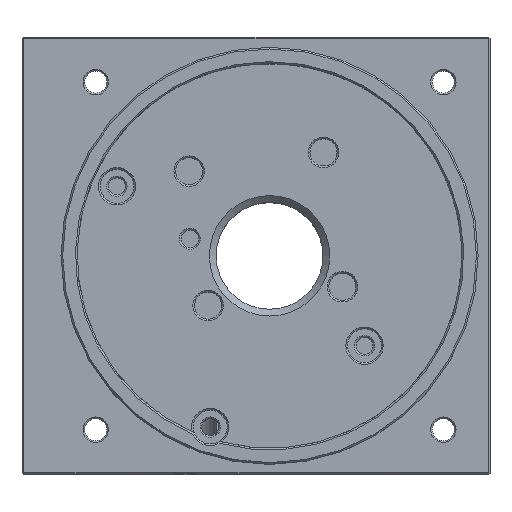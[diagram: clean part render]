
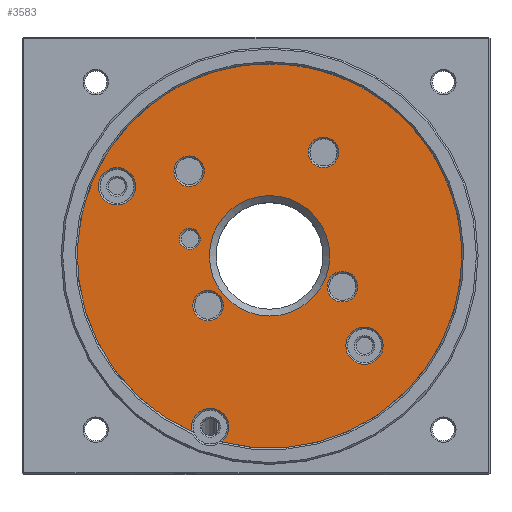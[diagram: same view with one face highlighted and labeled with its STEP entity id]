
A CAD part, top view. The second image highlights one B-rep face of the part: STEP entity #3583.
In plain terms, the highlighted planar face has unit normal (0, 0, 1).
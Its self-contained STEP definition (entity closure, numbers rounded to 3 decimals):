
#31=PLANE('',#3844);
#173=CIRCLE('',#3761,56.75);
#236=CIRCLE('',#3845,3.1);
#237=CIRCLE('',#3846,5.5);
#238=CIRCLE('',#3847,5.5);
#239=CIRCLE('',#3848,4.5);
#240=CIRCLE('',#3849,4.5);
#241=CIRCLE('',#3850,4.5);
#242=CIRCLE('',#3851,4.5);
#243=CIRCLE('',#3852,5.5);
#244=CIRCLE('',#3853,17.75);
#466=ORIENTED_EDGE('',*,*,#958,.T.);
#467=ORIENTED_EDGE('',*,*,#959,.T.);
#468=ORIENTED_EDGE('',*,*,#960,.T.);
#469=ORIENTED_EDGE('',*,*,#961,.T.);
#470=ORIENTED_EDGE('',*,*,#962,.T.);
#471=ORIENTED_EDGE('',*,*,#963,.T.);
#472=ORIENTED_EDGE('',*,*,#964,.T.);
#473=ORIENTED_EDGE('',*,*,#849,.F.);
#474=ORIENTED_EDGE('',*,*,#965,.T.);
#475=ORIENTED_EDGE('',*,*,#966,.T.);
#849=EDGE_CURVE('',#1099,#1100,#173,.T.);
#958=EDGE_CURVE('',#1204,#1204,#236,.T.);
#959=EDGE_CURVE('',#1205,#1205,#237,.T.);
#960=EDGE_CURVE('',#1206,#1206,#238,.T.);
#961=EDGE_CURVE('',#1207,#1207,#239,.T.);
#962=EDGE_CURVE('',#1208,#1208,#240,.T.);
#963=EDGE_CURVE('',#1209,#1209,#241,.T.);
#964=EDGE_CURVE('',#1210,#1210,#242,.T.);
#965=EDGE_CURVE('',#1099,#1100,#243,.T.);
#966=EDGE_CURVE('',#1211,#1211,#244,.T.);
#1099=VERTEX_POINT('',#4936);
#1100=VERTEX_POINT('',#4938);
#1204=VERTEX_POINT('',#5305);
#1205=VERTEX_POINT('',#5307);
#1206=VERTEX_POINT('',#5309);
#1207=VERTEX_POINT('',#5311);
#1208=VERTEX_POINT('',#5313);
#1209=VERTEX_POINT('',#5315);
#1210=VERTEX_POINT('',#5317);
#1211=VERTEX_POINT('',#5320);
#1503=EDGE_LOOP('',(#466));
#1504=EDGE_LOOP('',(#467));
#1505=EDGE_LOOP('',(#468));
#1506=EDGE_LOOP('',(#469));
#1507=EDGE_LOOP('',(#470));
#1508=EDGE_LOOP('',(#471));
#1509=EDGE_LOOP('',(#472));
#1510=EDGE_LOOP('',(#473,#474));
#1511=EDGE_LOOP('',(#475));
#1870=FACE_BOUND('',#1503,.T.);
#1871=FACE_BOUND('',#1504,.T.);
#1872=FACE_BOUND('',#1505,.T.);
#1873=FACE_BOUND('',#1506,.T.);
#1874=FACE_BOUND('',#1507,.T.);
#1875=FACE_BOUND('',#1508,.T.);
#1876=FACE_BOUND('',#1509,.T.);
#1877=FACE_BOUND('',#1510,.T.);
#1878=FACE_BOUND('',#1511,.T.);
#3583=ADVANCED_FACE('',(#1870,#1871,#1872,#1873,#1874,#1875,#1876,#1877,
#1878),#31,.F.);
#3761=AXIS2_PLACEMENT_3D('',#4937,#4134,#4135);
#3844=AXIS2_PLACEMENT_3D('',#5303,#4335,#4336);
#3845=AXIS2_PLACEMENT_3D('',#5304,#4337,#4338);
#3846=AXIS2_PLACEMENT_3D('',#5306,#4339,#4340);
#3847=AXIS2_PLACEMENT_3D('',#5308,#4341,#4342);
#3848=AXIS2_PLACEMENT_3D('',#5310,#4343,#4344);
#3849=AXIS2_PLACEMENT_3D('',#5312,#4345,#4346);
#3850=AXIS2_PLACEMENT_3D('',#5314,#4347,#4348);
#3851=AXIS2_PLACEMENT_3D('',#5316,#4349,#4350);
#3852=AXIS2_PLACEMENT_3D('',#5318,#4351,#4352);
#3853=AXIS2_PLACEMENT_3D('',#5319,#4353,#4354);
#4134=DIRECTION('',(0.,0.,-1.));
#4135=DIRECTION('',(0.,-1.,0.));
#4335=DIRECTION('',(0.,0.,-1.));
#4336=DIRECTION('',(-1.,0.,0.));
#4337=DIRECTION('',(0.,0.,-1.));
#4338=DIRECTION('',(-1.,0.,0.));
#4339=DIRECTION('',(0.,0.,-1.));
#4340=DIRECTION('',(-1.,0.,0.));
#4341=DIRECTION('',(0.,0.,-1.));
#4342=DIRECTION('',(-1.,0.,0.));
#4343=DIRECTION('',(0.,0.,-1.));
#4344=DIRECTION('',(-1.,0.,0.));
#4345=DIRECTION('',(0.,0.,-1.));
#4346=DIRECTION('',(-1.,0.,0.));
#4347=DIRECTION('',(0.,0.,-1.));
#4348=DIRECTION('',(-1.,0.,0.));
#4349=DIRECTION('',(0.,0.,-1.));
#4350=DIRECTION('',(-1.,0.,0.));
#4351=DIRECTION('',(0.,0.,-1.));
#4352=DIRECTION('',(-1.,0.,0.));
#4353=DIRECTION('',(0.,0.,-1.));
#4354=DIRECTION('',(-1.,0.,0.));
#4936=CARTESIAN_POINT('',(-18.8,-51.968,9.));
#4937=CARTESIAN_POINT('',(4.,0.,9.));
#4938=CARTESIAN_POINT('',(-10.245,-54.933,9.));
#5303=CARTESIAN_POINT('',(4.,0.,9.));
#5304=CARTESIAN_POINT('',(-19.5,5.,9.));
#5305=CARTESIAN_POINT('',(-22.6,5.,9.));
#5306=CARTESIAN_POINT('',(-41.,20.5,9.));
#5307=CARTESIAN_POINT('',(-46.5,20.5,9.));
#5308=CARTESIAN_POINT('',(32.,-26.5,9.));
#5309=CARTESIAN_POINT('',(26.5,-26.5,9.));
#5310=CARTESIAN_POINT('',(25.475,-9.1,9.));
#5311=CARTESIAN_POINT('',(20.975,-9.1,9.));
#5312=CARTESIAN_POINT('',(-14.135,-14.667,9.));
#5313=CARTESIAN_POINT('',(-18.635,-14.667,9.));
#5314=CARTESIAN_POINT('',(19.909,30.511,9.));
#5315=CARTESIAN_POINT('',(15.409,30.511,9.));
#5316=CARTESIAN_POINT('',(-19.702,24.944,9.));
#5317=CARTESIAN_POINT('',(-24.202,24.944,9.));
#5318=CARTESIAN_POINT('',(-13.5,-50.5,9.));
#5319=CARTESIAN_POINT('',(4.,0.,9.));
#5320=CARTESIAN_POINT('',(-13.75,0.,9.));
